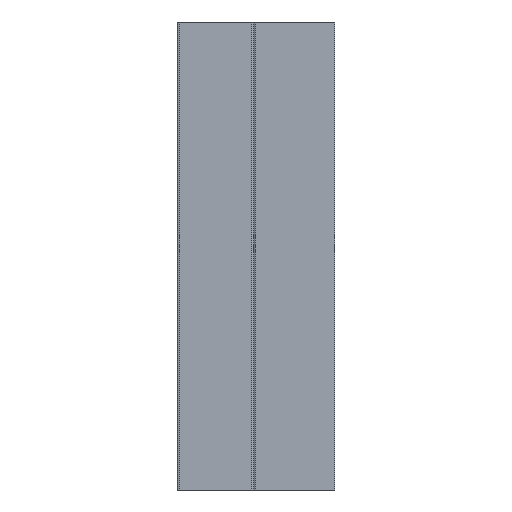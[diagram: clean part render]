
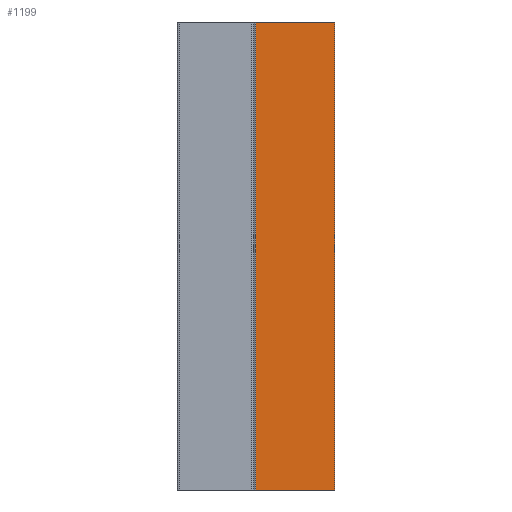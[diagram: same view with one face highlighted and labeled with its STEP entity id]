
A CAD part, left-side view. The second image highlights one B-rep face of the part: STEP entity #1199.
In plain terms, the highlighted face is planar.
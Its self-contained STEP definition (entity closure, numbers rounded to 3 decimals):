
#109=PLANE('',#1371);
#179=LINE('',#2092,#251);
#181=LINE('',#2096,#253);
#182=LINE('',#2098,#254);
#183=LINE('',#2100,#255);
#251=VECTOR('',#1709,1000.);
#253=VECTOR('',#1713,1000.);
#254=VECTOR('',#1714,1000.);
#255=VECTOR('',#1715,1000.);
#500=ORIENTED_EDGE('',*,*,#682,.T.);
#501=ORIENTED_EDGE('',*,*,#683,.F.);
#502=ORIENTED_EDGE('',*,*,#684,.F.);
#503=ORIENTED_EDGE('',*,*,#680,.T.);
#680=EDGE_CURVE('',#790,#789,#179,.T.);
#682=EDGE_CURVE('',#789,#791,#181,.T.);
#683=EDGE_CURVE('',#792,#791,#182,.T.);
#684=EDGE_CURVE('',#790,#792,#183,.T.);
#789=VERTEX_POINT('',#2091);
#790=VERTEX_POINT('',#2093);
#791=VERTEX_POINT('',#2097);
#792=VERTEX_POINT('',#2099);
#960=EDGE_LOOP('',(#500,#501,#502,#503));
#1079=FACE_BOUND('',#960,.T.);
#1199=ADVANCED_FACE('',(#1079),#109,.F.);
#1371=AXIS2_PLACEMENT_3D('',#2095,#1711,#1712);
#1709=DIRECTION('',(0.,0.,-1.));
#1711=DIRECTION('',(-1.,0.,0.));
#1712=DIRECTION('',(0.,0.,1.));
#1713=DIRECTION('',(0.,1.,0.));
#1714=DIRECTION('',(0.,0.,-1.));
#1715=DIRECTION('',(0.,1.,0.));
#2091=CARTESIAN_POINT('',(6.,0.,-26.));
#2092=CARTESIAN_POINT('',(6.,0.,26.));
#2093=CARTESIAN_POINT('',(6.,0.,26.));
#2095=CARTESIAN_POINT('',(6.,0.,26.));
#2096=CARTESIAN_POINT('',(6.,0.,-26.));
#2097=CARTESIAN_POINT('',(6.,8.8,-26.));
#2098=CARTESIAN_POINT('',(6.,8.8,26.));
#2099=CARTESIAN_POINT('',(6.,8.8,26.));
#2100=CARTESIAN_POINT('',(6.,0.,26.));
